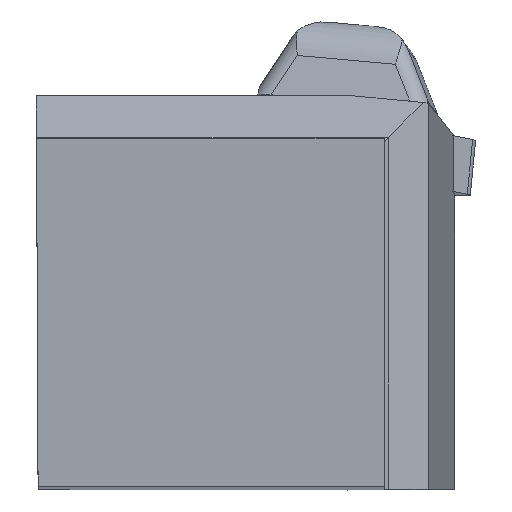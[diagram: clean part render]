
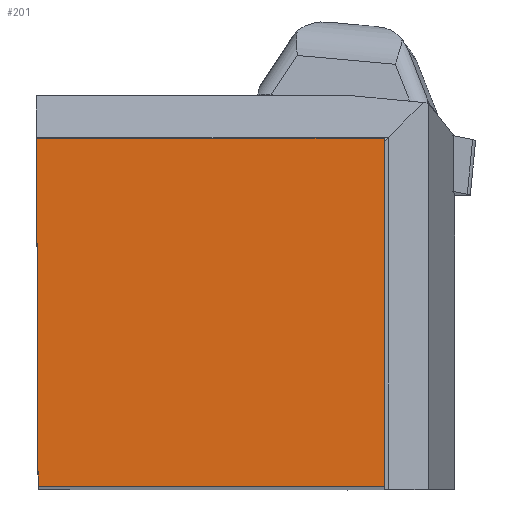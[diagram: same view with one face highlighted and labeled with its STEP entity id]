
A CAD part, top view. The second image highlights one B-rep face of the part: STEP entity #201.
In plain terms, the highlighted planar face has unit normal (0, 0, 1).
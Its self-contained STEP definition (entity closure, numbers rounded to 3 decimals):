
#138=FACE_OUTER_BOUND('',#591,.T.);
#201=ADVANCED_FACE('BLANK_BOXF006',(#138),#258,.F.);
#258=PLANE('',#1398);
#342=LINE('',#2009,#475);
#343=LINE('',#2012,#476);
#344=LINE('',#2014,#477);
#345=LINE('',#2016,#478);
#475=VECTOR('',#1596,1.);
#476=VECTOR('',#1597,1.);
#477=VECTOR('',#1598,1.);
#478=VECTOR('',#1599,1.);
#591=EDGE_LOOP('',(#740,#741,#742,#743));
#740=ORIENTED_EDGE('',*,*,#1163,.T.);
#741=ORIENTED_EDGE('',*,*,#1164,.T.);
#742=ORIENTED_EDGE('',*,*,#1165,.T.);
#743=ORIENTED_EDGE('',*,*,#1166,.T.);
#1034=VERTEX_POINT('',#2010);
#1035=VERTEX_POINT('',#2011);
#1036=VERTEX_POINT('',#2013);
#1037=VERTEX_POINT('',#2015);
#1163=EDGE_CURVE('',#1034,#1035,#342,.T.);
#1164=EDGE_CURVE('',#1035,#1036,#343,.T.);
#1165=EDGE_CURVE('',#1036,#1037,#344,.T.);
#1166=EDGE_CURVE('',#1037,#1034,#345,.T.);
#1398=AXIS2_PLACEMENT_3D('',#2017,#1600,#1601);
#1596=DIRECTION('',(0.,1.,0.));
#1597=DIRECTION('',(-1.,0.,0.));
#1598=DIRECTION('',(0.004,-1.,0.));
#1599=DIRECTION('',(1.,0.,0.));
#1600=DIRECTION('',(0.,0.,-1.));
#1601=DIRECTION('',(1.,0.,0.));
#2009=CARTESIAN_POINT('',(39.85,-270.35,0.));
#2010=CARTESIAN_POINT('',(39.85,0.,0.));
#2011=CARTESIAN_POINT('',(39.85,39.85,0.));
#2012=CARTESIAN_POINT('',(270.35,39.85,0.));
#2013=CARTESIAN_POINT('',(0.,39.85,0.));
#2014=CARTESIAN_POINT('',(-1.006,270.347,0.));
#2015=CARTESIAN_POINT('',(0.174,0.,0.));
#2016=CARTESIAN_POINT('',(-270.35,0.,0.));
#2017=CARTESIAN_POINT('',(69.35,-5.,0.));
